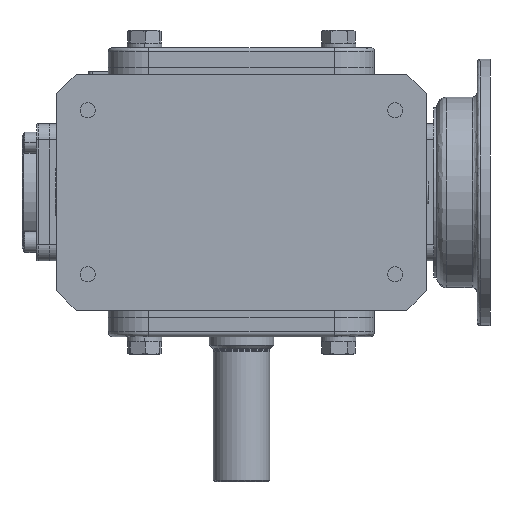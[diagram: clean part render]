
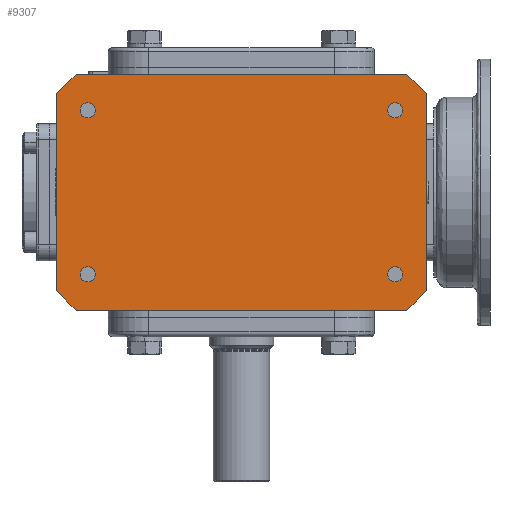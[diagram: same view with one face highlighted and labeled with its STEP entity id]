
A CAD part, front view. The second image highlights one B-rep face of the part: STEP entity #9307.
In plain terms, the highlighted planar face has unit normal (0, -1, 0).
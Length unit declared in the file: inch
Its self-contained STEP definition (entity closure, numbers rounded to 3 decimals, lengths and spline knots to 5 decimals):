
#100 = CARTESIAN_POINT ( 'NONE',  ( 3.75, -3.5, 1.816 ) ) ;
#767 = CIRCLE ( 'NONE', #7930, 0.184 ) ;
#1134 = EDGE_CURVE ( 'NONE', #12804, #14543, #5471, .T. ) ;
#1247 = CARTESIAN_POINT ( 'NONE',  ( -3.75, -3.5, -1.816 ) ) ;
#1413 = CARTESIAN_POINT ( 'NONE',  ( 4.03543, -3.5, -2.87402 ) ) ;
#1420 = ORIENTED_EDGE ( 'NONE', *, *, #15441, .F. ) ;
#1468 = CARTESIAN_POINT ( 'NONE',  ( 4.50787, -3.5, -2.40157 ) ) ;
#1752 = CARTESIAN_POINT ( 'NONE',  ( 3.75, -3.5, -1.816 ) ) ;
#1911 = FACE_BOUND ( 'NONE', #27052, .T. ) ;
#1964 = CARTESIAN_POINT ( 'NONE',  ( 4.50787, -3.5, 2.87402 ) ) ;
#2407 = CARTESIAN_POINT ( 'NONE',  ( -3.75, -3.5, 2. ) ) ;
#2749 = DIRECTION ( 'NONE',  ( 0., 1., 0. ) ) ;
#2993 = CIRCLE ( 'NONE', #16131, 0.184 ) ;
#3035 = EDGE_LOOP ( 'NONE', ( #12130, #4425 ) ) ;
#3129 = EDGE_LOOP ( 'NONE', ( #23285, #20686 ) ) ;
#3214 = AXIS2_PLACEMENT_3D ( 'NONE', #7988, #26017, #7869 ) ;
#3532 = DIRECTION ( 'NONE',  ( 0., 1., 0. ) ) ;
#3736 = ORIENTED_EDGE ( 'NONE', *, *, #15622, .T. ) ;
#4242 = ORIENTED_EDGE ( 'NONE', *, *, #13217, .F. ) ;
#4268 = DIRECTION ( 'NONE',  ( 0., 1., 0. ) ) ;
#4425 = ORIENTED_EDGE ( 'NONE', *, *, #21959, .T. ) ;
#4662 = VERTEX_POINT ( 'NONE', #8234 ) ;
#5186 = CARTESIAN_POINT ( 'NONE',  ( -4.50787, -3.5, 2.87402 ) ) ;
#5300 = ORIENTED_EDGE ( 'NONE', *, *, #30522, .T. ) ;
#5471 = CIRCLE ( 'NONE', #13556, 0.184 ) ;
#5606 = ORIENTED_EDGE ( 'NONE', *, *, #14452, .T. ) ;
#5808 = CARTESIAN_POINT ( 'NONE',  ( -4.03543, -3.5, -2.87402 ) ) ;
#5946 = DIRECTION ( 'NONE',  ( 0., 0., -1. ) ) ;
#6325 = DIRECTION ( 'NONE',  ( 0., 1., 0. ) ) ;
#6997 = DIRECTION ( 'NONE',  ( 1., 0., 0. ) ) ;
#7414 = EDGE_LOOP ( 'NONE', ( #3736, #28564, #5606, #10424, #31461, #4242, #1420, #13419 ) ) ;
#7499 = DIRECTION ( 'NONE',  ( 0., 0., -1. ) ) ;
#7869 = DIRECTION ( 'NONE',  ( 0., 0., -1. ) ) ;
#7930 = AXIS2_PLACEMENT_3D ( 'NONE', #15388, #33446, #13000 ) ;
#7988 = CARTESIAN_POINT ( 'NONE',  ( -4.50787, -3.5, 3.12992 ) ) ;
#8234 = CARTESIAN_POINT ( 'NONE',  ( -4.50787, -3.5, -2.40157 ) ) ;
#8298 = VERTEX_POINT ( 'NONE', #1247 ) ;
#8342 = ORIENTED_EDGE ( 'NONE', *, *, #20792, .T. ) ;
#8382 = DIRECTION ( 'NONE',  ( 0., 0., -1. ) ) ;
#8708 = EDGE_CURVE ( 'NONE', #4662, #32626, #33299, .T. ) ;
#9060 = CARTESIAN_POINT ( 'NONE',  ( -4.50787, -3.5, -2.87402 ) ) ;
#9157 = DIRECTION ( 'NONE',  ( 0.707, 0., -0.707 ) ) ;
#9297 = AXIS2_PLACEMENT_3D ( 'NONE', #16455, #6325, #16567 ) ;
#9307 = ADVANCED_FACE ( 'NONE', ( #14025, #10766, #12391, #1911, #21697 ), #31458, .T. ) ;
#9581 = EDGE_CURVE ( 'NONE', #18210, #12467, #22945, .T. ) ;
#9599 = CARTESIAN_POINT ( 'NONE',  ( 4.03543, -3.5, 2.87402 ) ) ;
#9625 = DIRECTION ( 'NONE',  ( 0.707, 0., 0.707 ) ) ;
#10173 = CARTESIAN_POINT ( 'NONE',  ( -4.03543, -3.5, 2.87402 ) ) ;
#10424 = ORIENTED_EDGE ( 'NONE', *, *, #19881, .T. ) ;
#10766 = FACE_BOUND ( 'NONE', #3035, .T. ) ;
#11048 = CARTESIAN_POINT ( 'NONE',  ( -3.75, -3.5, -2. ) ) ;
#11665 = DIRECTION ( 'NONE',  ( 0., 0., -1. ) ) ;
#11695 = CIRCLE ( 'NONE', #19687, 0.184 ) ;
#11938 = VERTEX_POINT ( 'NONE', #33157 ) ;
#12130 = ORIENTED_EDGE ( 'NONE', *, *, #30407, .T. ) ;
#12267 = VECTOR ( 'NONE', #24648, 39.37008 ) ;
#12391 = FACE_BOUND ( 'NONE', #3129, .T. ) ;
#12444 = DIRECTION ( 'NONE',  ( 0., 0., 1. ) ) ;
#12467 = VERTEX_POINT ( 'NONE', #10173 ) ;
#12636 = DIRECTION ( 'NONE',  ( 0., 0., -1. ) ) ;
#12753 = CARTESIAN_POINT ( 'NONE',  ( 3.75, -3.5, 2. ) ) ;
#12804 = VERTEX_POINT ( 'NONE', #100 ) ;
#13000 = DIRECTION ( 'NONE',  ( 0., 0., -1. ) ) ;
#13217 = EDGE_CURVE ( 'NONE', #22083, #20039, #27208, .T. ) ;
#13419 = ORIENTED_EDGE ( 'NONE', *, *, #9581, .F. ) ;
#13556 = AXIS2_PLACEMENT_3D ( 'NONE', #12753, #33542, #12636 ) ;
#13662 = DIRECTION ( 'NONE',  ( 0., 1., 0. ) ) ;
#14025 = FACE_OUTER_BOUND ( 'NONE', #7414, .T. ) ;
#14033 = VERTEX_POINT ( 'NONE', #30512 ) ;
#14156 = DIRECTION ( 'NONE',  ( 1., 0., 0. ) ) ;
#14234 = LINE ( 'NONE', #9060, #30761 ) ;
#14452 = EDGE_CURVE ( 'NONE', #32626, #31836, #14234, .T. ) ;
#14515 = DIRECTION ( 'NONE',  ( 0., 1., 0. ) ) ;
#14535 = EDGE_CURVE ( 'NONE', #32007, #14033, #33205, .T. ) ;
#14543 = VERTEX_POINT ( 'NONE', #29006 ) ;
#15388 = CARTESIAN_POINT ( 'NONE',  ( 3.75, -3.5, 2. ) ) ;
#15392 = CARTESIAN_POINT ( 'NONE',  ( 4.50787, -3.5, -2.40157 ) ) ;
#15441 = EDGE_CURVE ( 'NONE', #12467, #22083, #30301, .T. ) ;
#15622 = EDGE_CURVE ( 'NONE', #18210, #4662, #26215, .T. ) ;
#15828 = AXIS2_PLACEMENT_3D ( 'NONE', #11048, #3532, #5946 ) ;
#16131 = AXIS2_PLACEMENT_3D ( 'NONE', #22149, #4268, #22265 ) ;
#16338 = EDGE_CURVE ( 'NONE', #11938, #25380, #30791, .T. ) ;
#16359 = VERTEX_POINT ( 'NONE', #15392 ) ;
#16455 = CARTESIAN_POINT ( 'NONE',  ( -3.75, -3.5, -2. ) ) ;
#16567 = DIRECTION ( 'NONE',  ( 0., 0., -1. ) ) ;
#16777 = CARTESIAN_POINT ( 'NONE',  ( 3.75, -3.5, -2. ) ) ;
#17607 = CIRCLE ( 'NONE', #15828, 0.184 ) ;
#17731 = CARTESIAN_POINT ( 'NONE',  ( 4.50787, -3.5, 2.40157 ) ) ;
#18210 = VERTEX_POINT ( 'NONE', #32041 ) ;
#18660 = CARTESIAN_POINT ( 'NONE',  ( -3.75, -3.5, -2.184 ) ) ;
#19208 = ORIENTED_EDGE ( 'NONE', *, *, #1134, .T. ) ;
#19687 = AXIS2_PLACEMENT_3D ( 'NONE', #16777, #14515, #11665 ) ;
#19881 = EDGE_CURVE ( 'NONE', #31836, #16359, #25541, .T. ) ;
#20039 = VERTEX_POINT ( 'NONE', #17731 ) ;
#20296 = DIRECTION ( 'NONE',  ( 0., 0., -1. ) ) ;
#20309 = AXIS2_PLACEMENT_3D ( 'NONE', #28897, #13662, #8382 ) ;
#20374 = VECTOR ( 'NONE', #9157, 39.37008 ) ;
#20686 = ORIENTED_EDGE ( 'NONE', *, *, #24341, .T. ) ;
#20792 = EDGE_CURVE ( 'NONE', #14543, #12804, #767, .T. ) ;
#21697 = FACE_BOUND ( 'NONE', #31768, .T. ) ;
#21959 = EDGE_CURVE ( 'NONE', #8298, #26521, #17607, .T. ) ;
#22083 = VERTEX_POINT ( 'NONE', #27295 ) ;
#22149 = CARTESIAN_POINT ( 'NONE',  ( -3.75, -3.5, 2. ) ) ;
#22265 = DIRECTION ( 'NONE',  ( 0., 0., -1. ) ) ;
#22945 = LINE ( 'NONE', #25210, #24161 ) ;
#23285 = ORIENTED_EDGE ( 'NONE', *, *, #16338, .T. ) ;
#23928 = VECTOR ( 'NONE', #32637, 39.37008 ) ;
#23964 = VECTOR ( 'NONE', #12444, 39.37008 ) ;
#24161 = VECTOR ( 'NONE', #9625, 39.37008 ) ;
#24341 = EDGE_CURVE ( 'NONE', #25380, #11938, #2993, .T. ) ;
#24648 = DIRECTION ( 'NONE',  ( 0.707, 0., -0.707 ) ) ;
#25210 = CARTESIAN_POINT ( 'NONE',  ( -4.03543, -3.5, 2.87402 ) ) ;
#25380 = VERTEX_POINT ( 'NONE', #29323 ) ;
#25541 = LINE ( 'NONE', #1468, #23928 ) ;
#26017 = DIRECTION ( 'NONE',  ( 0., -1., 0. ) ) ;
#26215 = LINE ( 'NONE', #5186, #32716 ) ;
#26521 = VERTEX_POINT ( 'NONE', #18660 ) ;
#26676 = CIRCLE ( 'NONE', #9297, 0.184 ) ;
#27052 = EDGE_LOOP ( 'NONE', ( #19208, #8342 ) ) ;
#27208 = LINE ( 'NONE', #9599, #20374 ) ;
#27295 = CARTESIAN_POINT ( 'NONE',  ( 4.03543, -3.5, 2.87402 ) ) ;
#27356 = ORIENTED_EDGE ( 'NONE', *, *, #14535, .T. ) ;
#28251 = VECTOR ( 'NONE', #6997, 39.37008 ) ;
#28564 = ORIENTED_EDGE ( 'NONE', *, *, #8708, .T. ) ;
#28897 = CARTESIAN_POINT ( 'NONE',  ( 3.75, -3.5, -2. ) ) ;
#29006 = CARTESIAN_POINT ( 'NONE',  ( 3.75, -3.5, 2.184 ) ) ;
#29249 = EDGE_CURVE ( 'NONE', #16359, #20039, #30828, .T. ) ;
#29323 = CARTESIAN_POINT ( 'NONE',  ( -3.75, -3.5, 2.184 ) ) ;
#30301 = LINE ( 'NONE', #30313, #28251 ) ;
#30313 = CARTESIAN_POINT ( 'NONE',  ( -4.50787, -3.5, 2.87402 ) ) ;
#30407 = EDGE_CURVE ( 'NONE', #26521, #8298, #26676, .T. ) ;
#30512 = CARTESIAN_POINT ( 'NONE',  ( 3.75, -3.5, -2.184 ) ) ;
#30522 = EDGE_CURVE ( 'NONE', #14033, #32007, #11695, .T. ) ;
#30761 = VECTOR ( 'NONE', #14156, 39.37008 ) ;
#30791 = CIRCLE ( 'NONE', #32385, 0.184 ) ;
#30828 = LINE ( 'NONE', #1964, #23964 ) ;
#31458 = PLANE ( 'NONE',  #3214 ) ;
#31461 = ORIENTED_EDGE ( 'NONE', *, *, #29249, .T. ) ;
#31768 = EDGE_LOOP ( 'NONE', ( #5300, #27356 ) ) ;
#31836 = VERTEX_POINT ( 'NONE', #1413 ) ;
#32007 = VERTEX_POINT ( 'NONE', #1752 ) ;
#32041 = CARTESIAN_POINT ( 'NONE',  ( -4.50787, -3.5, 2.40157 ) ) ;
#32385 = AXIS2_PLACEMENT_3D ( 'NONE', #2407, #2749, #7499 ) ;
#32551 = CARTESIAN_POINT ( 'NONE',  ( -4.50787, -3.5, -2.40157 ) ) ;
#32626 = VERTEX_POINT ( 'NONE', #5808 ) ;
#32637 = DIRECTION ( 'NONE',  ( 0.707, 0., 0.707 ) ) ;
#32716 = VECTOR ( 'NONE', #20296, 39.37008 ) ;
#33157 = CARTESIAN_POINT ( 'NONE',  ( -3.75, -3.5, 1.816 ) ) ;
#33205 = CIRCLE ( 'NONE', #20309, 0.184 ) ;
#33299 = LINE ( 'NONE', #32551, #12267 ) ;
#33446 = DIRECTION ( 'NONE',  ( 0., 1., 0. ) ) ;
#33542 = DIRECTION ( 'NONE',  ( 0., 1., 0. ) ) ;
